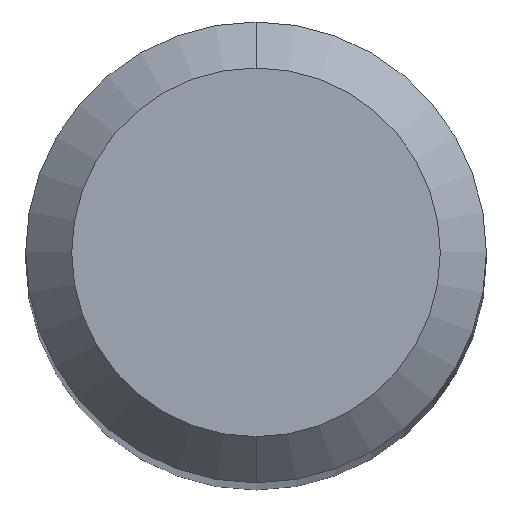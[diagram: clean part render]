
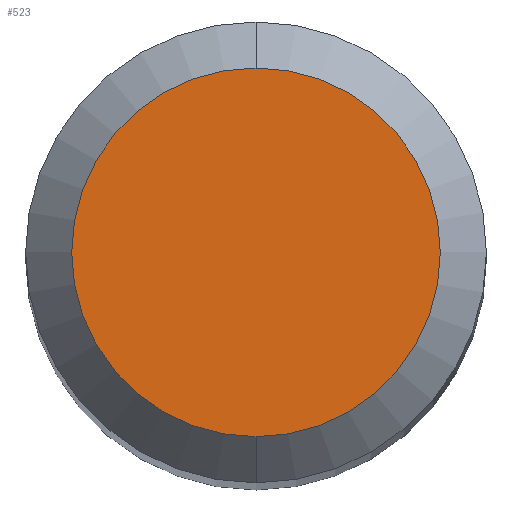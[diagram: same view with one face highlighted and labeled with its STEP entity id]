
A CAD part, top view. The second image highlights one B-rep face of the part: STEP entity #523.
In plain terms, the highlighted planar face has unit normal (0, 0, 1).
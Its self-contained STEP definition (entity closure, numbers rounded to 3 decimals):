
#335=EDGE_CURVE('',#369,#671,#865,.T.);
#345=EDGE_CURVE('',#671,#369,#876,.T.);
#369=VERTEX_POINT('',#906);
#523=ADVANCED_FACE('',(#1074),#1075,.T.);
#671=VERTEX_POINT('',#1232);
#865=CIRCLE('',#1664,1.2);
#876=CIRCLE('',#1745,1.2);
#906=CARTESIAN_POINT('',(0.0,1.2,0.0));
#1074=FACE_OUTER_BOUND('',#2354,.T.);
#1075=PLANE('',#2355);
#1232=CARTESIAN_POINT('',(0.,-1.2,0.0));
#1664=AXIS2_PLACEMENT_3D('',#3371,#3372,#3373);
#1745=AXIS2_PLACEMENT_3D('',#3385,#3386,#3387);
#2354=EDGE_LOOP('',(#3672,#3673));
#2355=AXIS2_PLACEMENT_3D('',#3674,#3675,#3676);
#3371=CARTESIAN_POINT('',(0.0,0.0,0.0));
#3372=DIRECTION('',(0.0,0.0,-1.0));
#3373=DIRECTION('',(0.0,1.0,0.0));
#3385=CARTESIAN_POINT('',(0.0,0.0,0.0));
#3386=DIRECTION('',(0.0,0.0,-1.0));
#3387=DIRECTION('',(0.0,1.0,0.0));
#3672=ORIENTED_EDGE('',*,*,#335,.F.);
#3673=ORIENTED_EDGE('',*,*,#345,.F.);
#3674=CARTESIAN_POINT('',(0.0,0.6,0.0));
#3675=DIRECTION('',(-0.0,0.0,1.0));
#3676=DIRECTION('',(0.0,-1.0,0.0));
